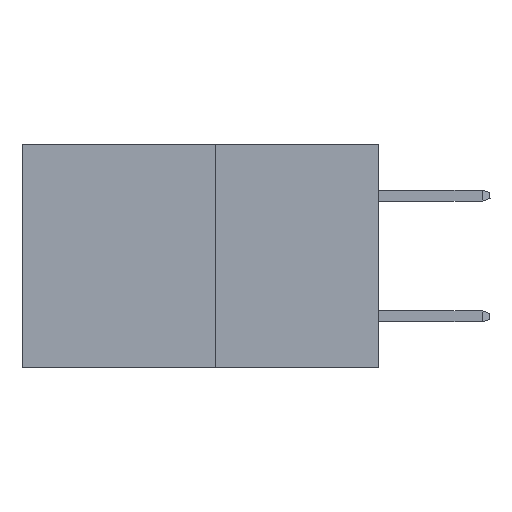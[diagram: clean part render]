
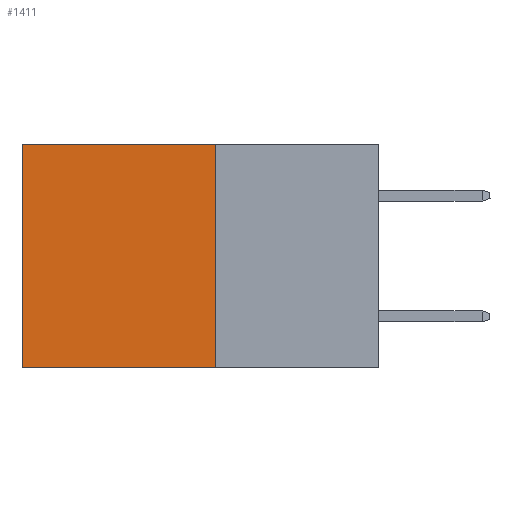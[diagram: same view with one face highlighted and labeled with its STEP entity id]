
A CAD part, left-side view. The second image highlights one B-rep face of the part: STEP entity #1411.
In plain terms, the highlighted planar face has unit normal (-1, 0, 0).
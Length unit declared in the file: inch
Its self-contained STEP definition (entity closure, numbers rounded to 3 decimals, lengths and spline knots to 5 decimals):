
#67 = CARTESIAN_POINT ( 'NONE',  ( 0.277, 0.27, -0.37 ) ) ;
#291 = DIRECTION ( 'NONE',  ( 0., 0., -1. ) ) ;
#380 = CARTESIAN_POINT ( 'NONE',  ( 0.277, 0.59, -0.37 ) ) ;
#1411 = ADVANCED_FACE ( 'NONE', ( #15604 ), #17390, .F. ) ;
#1838 = VECTOR ( 'NONE', #291, 39.37008 ) ;
#2113 = CARTESIAN_POINT ( 'NONE',  ( 0.277, 0.27, 0. ) ) ;
#3720 = ORIENTED_EDGE ( 'NONE', *, *, #6891, .F. ) ;
#4924 = ORIENTED_EDGE ( 'NONE', *, *, #7987, .F. ) ;
#5747 = DIRECTION ( 'NONE',  ( 0., 1., 0. ) ) ;
#6641 = ORIENTED_EDGE ( 'NONE', *, *, #10445, .T. ) ;
#6891 = EDGE_CURVE ( 'NONE', #13144, #12027, #10843, .T. ) ;
#7160 = DIRECTION ( 'NONE',  ( 0., 0., -1. ) ) ;
#7987 = EDGE_CURVE ( 'NONE', #12027, #8534, #16104, .T. ) ;
#8355 = VERTEX_POINT ( 'NONE', #11547 ) ;
#8534 = VERTEX_POINT ( 'NONE', #380 ) ;
#9427 = CARTESIAN_POINT ( 'NONE',  ( 0.277, 0.59, -0.37 ) ) ;
#10445 = EDGE_CURVE ( 'NONE', #8355, #8534, #17656, .T. ) ;
#10843 = LINE ( 'NONE', #13493, #14449 ) ;
#10945 = ORIENTED_EDGE ( 'NONE', *, *, #17513, .T. ) ;
#11235 = DIRECTION ( 'NONE',  ( 0., 1., 0. ) ) ;
#11547 = CARTESIAN_POINT ( 'NONE',  ( 0.277, 0.59, 0. ) ) ;
#12000 = VECTOR ( 'NONE', #5747, 39.37008 ) ;
#12026 = LINE ( 'NONE', #2113, #19722 ) ;
#12027 = VERTEX_POINT ( 'NONE', #67 ) ;
#12311 = EDGE_LOOP ( 'NONE', ( #6641, #4924, #3720, #10945 ) ) ;
#12816 = AXIS2_PLACEMENT_3D ( 'NONE', #15880, #15537, #14452 ) ;
#13144 = VERTEX_POINT ( 'NONE', #13423 ) ;
#13423 = CARTESIAN_POINT ( 'NONE',  ( 0.277, 0.27, 0. ) ) ;
#13493 = CARTESIAN_POINT ( 'NONE',  ( 0.277, 0.27, -0.37 ) ) ;
#13658 = CARTESIAN_POINT ( 'NONE',  ( 0.277, 0.27, -0.37 ) ) ;
#14449 = VECTOR ( 'NONE', #7160, 39.37008 ) ;
#14452 = DIRECTION ( 'NONE',  ( 0., 0., -1. ) ) ;
#15537 = DIRECTION ( 'NONE',  ( 1., 0., 0. ) ) ;
#15604 = FACE_OUTER_BOUND ( 'NONE', #12311, .T. ) ;
#15880 = CARTESIAN_POINT ( 'NONE',  ( 0.277, 0.27, -0.37 ) ) ;
#16104 = LINE ( 'NONE', #13658, #12000 ) ;
#17390 = PLANE ( 'NONE',  #12816 ) ;
#17513 = EDGE_CURVE ( 'NONE', #13144, #8355, #12026, .T. ) ;
#17656 = LINE ( 'NONE', #9427, #1838 ) ;
#19722 = VECTOR ( 'NONE', #11235, 39.37008 ) ;
